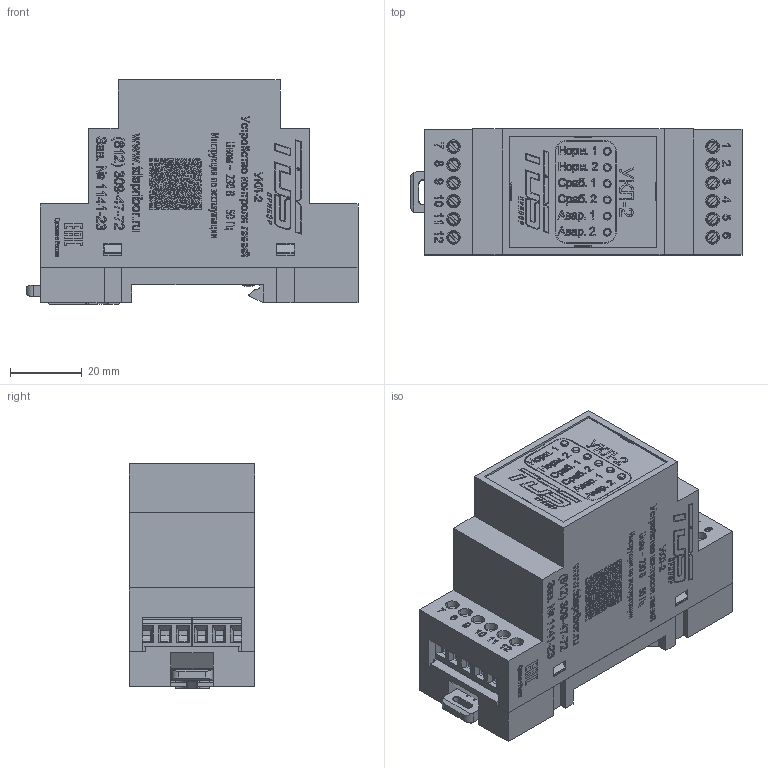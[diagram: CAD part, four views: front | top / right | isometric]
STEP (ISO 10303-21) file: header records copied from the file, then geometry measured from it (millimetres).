
FILE_DESCRIPTION (( 'STEP AP214' ), '1' );
FILE_NAME ('UKL-2.STEP', '2025-10-17T07:51:55', ( '' ), ( '' ), 'SwSTEP 2.0', 'SolidWorks 2022', '' );
FILE_SCHEMA (( 'AUTOMOTIVE_DESIGN' ));
Length unit declared in the file: millimetre
Products named in the file (1): UKL-2
Bounding box: 92.29 x 35 x 62.54 mm (x, y, z)
Volume: 39647.7 mm3; surface area: 48080.8 mm2
Topology: 33 solids, 33 shells, 6780 faces, 18482 edges, 12272 vertices
Faces by surface type: plane 5466, bspline 1054, cylinder 203, cone 37, torus 20
Entity records: 328778 total; most frequent: CARTESIAN_POINT 97732, ORIENTED_EDGE 36964, DIRECTION 28300, EDGE_CURVE 18482, VECTOR 15786, LINE 15786, VERTEX_POINT 12272, EDGE_LOOP 7384
